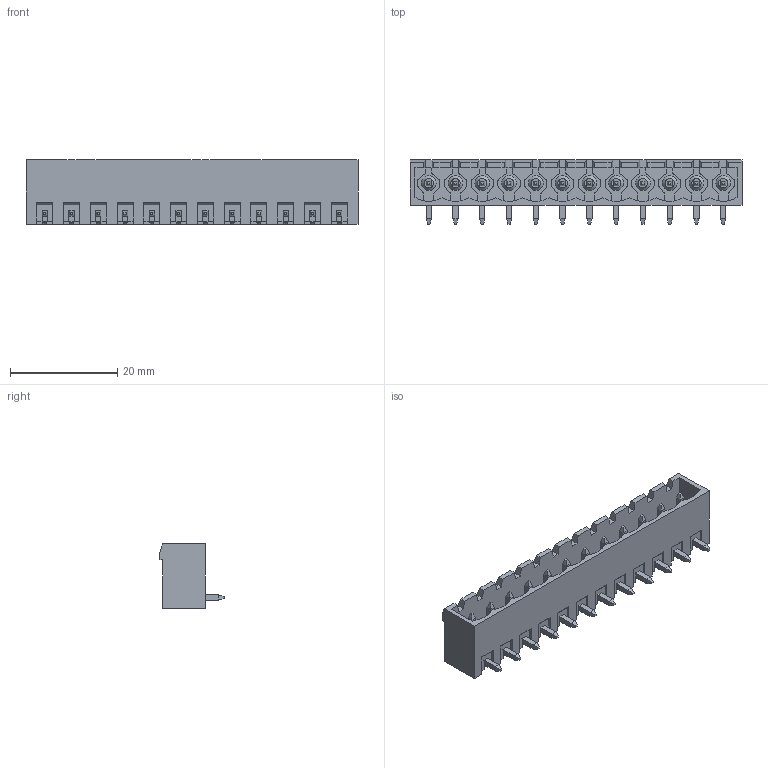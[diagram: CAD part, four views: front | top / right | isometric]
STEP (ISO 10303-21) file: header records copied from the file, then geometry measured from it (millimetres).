
FILE_DESCRIPTION( ( 'Unknown' ), '1' );
FILE_NAME( '691313710012.stp', 'Unknown', ( 'Unknown' ), ( 'Unknown' ), 'PSStep 18.0.17', 'Unknown', ' ' );
FILE_SCHEMA( ( 'AUTOMOTIVE_DESIGN { 1 0 10303 214 1 1 1 1 }' ) );
Length unit declared in the file: millimetre
Products named in the file (3): Assem1; 6913137100xx_PIN; 691313710012
Assembly tree (13 placements, depth 2):
  Assem1
    6913137100xx_PIN  x12
    691313710012
Bounding box: 62 x 12 x 12 mm (x, y, z)
Volume: 2370 mm3; surface area: 5739.1 mm2
Topology: 13 solids, 13 shells, 720 faces, 1914 edges, 1232 vertices
Faces by surface type: plane 564, cylinder 132, cone 12, bspline 12
Full cylindrical faces by diameter (mm): 0.75 x12, 2.75 x12
Entity records: 21501 total; most frequent: CARTESIAN_POINT 3296, ORIENTED_EDGE 2894, DIRECTION 2807, EDGE_CURVE 1447, LINE 1157, VECTOR 1157, VERTEX_POINT 978, AXIS2_PLACEMENT_3D 825
